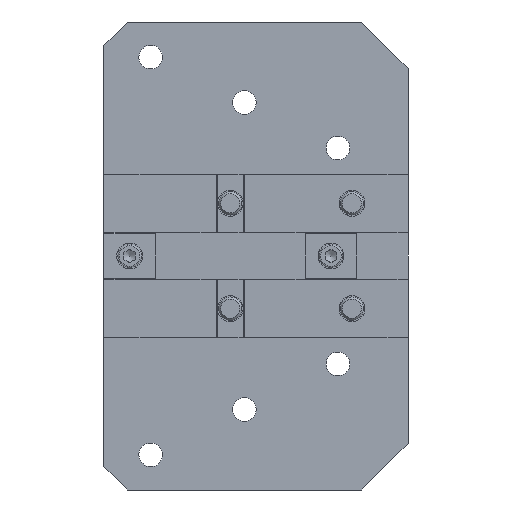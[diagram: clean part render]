
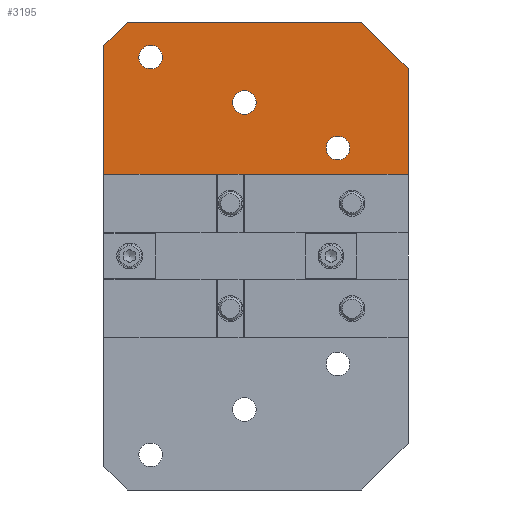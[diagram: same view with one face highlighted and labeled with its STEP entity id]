
A CAD part, front view. The second image highlights one B-rep face of the part: STEP entity #3195.
In plain terms, the highlighted planar face has unit normal (0, -1, 0).
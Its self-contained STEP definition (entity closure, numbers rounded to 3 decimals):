
#97=FACE_BOUND('',#552,.T.);
#98=FACE_BOUND('',#553,.T.);
#99=FACE_BOUND('',#554,.T.);
#210=PLANE('',#3463);
#358=FACE_OUTER_BOUND('',#551,.T.);
#551=EDGE_LOOP('',(#2561,#2562,#2563,#2564,#2565,#2566));
#552=EDGE_LOOP('',(#2567));
#553=EDGE_LOOP('',(#2568));
#554=EDGE_LOOP('',(#2569));
#827=LINE('',#5070,#1099);
#852=LINE('',#5122,#1124);
#853=LINE('',#5124,#1125);
#854=LINE('',#5126,#1126);
#855=LINE('',#5127,#1127);
#856=LINE('',#5128,#1128);
#1099=VECTOR('',#4087,10.);
#1124=VECTOR('',#4132,10.);
#1125=VECTOR('',#4133,10.);
#1126=VECTOR('',#4134,10.);
#1127=VECTOR('',#4135,10.);
#1128=VECTOR('',#4136,10.);
#1257=CIRCLE('',#3464,5.053);
#1258=CIRCLE('',#3465,5.053);
#1259=CIRCLE('',#3466,5.053);
#1496=VERTEX_POINT('',#5067);
#1497=VERTEX_POINT('',#5069);
#1513=VERTEX_POINT('',#5120);
#1514=VERTEX_POINT('',#5121);
#1515=VERTEX_POINT('',#5123);
#1516=VERTEX_POINT('',#5125);
#1517=VERTEX_POINT('',#5129);
#1518=VERTEX_POINT('',#5131);
#1519=VERTEX_POINT('',#5133);
#1864=EDGE_CURVE('',#1496,#1497,#827,.T.);
#1890=EDGE_CURVE('',#1513,#1514,#852,.T.);
#1891=EDGE_CURVE('',#1515,#1513,#853,.T.);
#1892=EDGE_CURVE('',#1516,#1515,#854,.T.);
#1893=EDGE_CURVE('',#1497,#1516,#855,.T.);
#1894=EDGE_CURVE('',#1514,#1496,#856,.T.);
#1895=EDGE_CURVE('',#1517,#1517,#1257,.T.);
#1896=EDGE_CURVE('',#1518,#1518,#1258,.T.);
#1897=EDGE_CURVE('',#1519,#1519,#1259,.T.);
#2561=ORIENTED_EDGE('',*,*,#1890,.F.);
#2562=ORIENTED_EDGE('',*,*,#1891,.F.);
#2563=ORIENTED_EDGE('',*,*,#1892,.F.);
#2564=ORIENTED_EDGE('',*,*,#1893,.F.);
#2565=ORIENTED_EDGE('',*,*,#1864,.F.);
#2566=ORIENTED_EDGE('',*,*,#1894,.F.);
#2567=ORIENTED_EDGE('',*,*,#1895,.F.);
#2568=ORIENTED_EDGE('',*,*,#1896,.F.);
#2569=ORIENTED_EDGE('',*,*,#1897,.F.);
#3195=ADVANCED_FACE('',(#358,#97,#98,#99),#210,.F.);
#3463=AXIS2_PLACEMENT_3D('',#5119,#4130,#4131);
#3464=AXIS2_PLACEMENT_3D('',#5130,#4137,#4138);
#3465=AXIS2_PLACEMENT_3D('',#5132,#4139,#4140);
#3466=AXIS2_PLACEMENT_3D('',#5134,#4141,#4142);
#4087=DIRECTION('',(-1.,0.,0.));
#4130=DIRECTION('center_axis',(0.,1.,0.));
#4131=DIRECTION('ref_axis',(0.,0.,1.));
#4132=DIRECTION('',(0.707,0.,-0.707));
#4133=DIRECTION('',(1.,0.,0.));
#4134=DIRECTION('',(0.707,0.,0.707));
#4135=DIRECTION('',(0.,0.,1.));
#4136=DIRECTION('',(0.,0.,-1.));
#4137=DIRECTION('center_axis',(0.,-1.,0.));
#4138=DIRECTION('ref_axis',(1.,0.,0.));
#4139=DIRECTION('center_axis',(0.,-1.,0.));
#4140=DIRECTION('ref_axis',(1.,0.,0.));
#4141=DIRECTION('center_axis',(0.,-1.,0.));
#4142=DIRECTION('ref_axis',(1.,0.,0.));
#5067=CARTESIAN_POINT('',(82.,7.,135.));
#5069=CARTESIAN_POINT('',(-48.,7.,135.));
#5070=CARTESIAN_POINT('',(82.,7.,135.));
#5119=CARTESIAN_POINT('Origin',(82.,7.,135.));
#5120=CARTESIAN_POINT('',(62.,7.,200.));
#5121=CARTESIAN_POINT('',(82.,7.,180.));
#5122=CARTESIAN_POINT('',(88.25,7.,173.75));
#5123=CARTESIAN_POINT('',(-38.,7.,200.));
#5124=CARTESIAN_POINT('',(49.301,7.,200.));
#5125=CARTESIAN_POINT('',(-48.,7.,190.));
#5126=CARTESIAN_POINT('',(-26.75,7.,211.25));
#5127=CARTESIAN_POINT('',(-48.,7.,67.5));
#5128=CARTESIAN_POINT('',(82.,7.,67.5));
#5129=CARTESIAN_POINT('',(6.947,7.,165.571));
#5130=CARTESIAN_POINT('Origin',(12.,7.,165.571));
#5131=CARTESIAN_POINT('',(46.947,7.,146.143));
#5132=CARTESIAN_POINT('Origin',(52.,7.,146.143));
#5133=CARTESIAN_POINT('',(-33.053,7.,185.));
#5134=CARTESIAN_POINT('Origin',(-28.,7.,185.));
